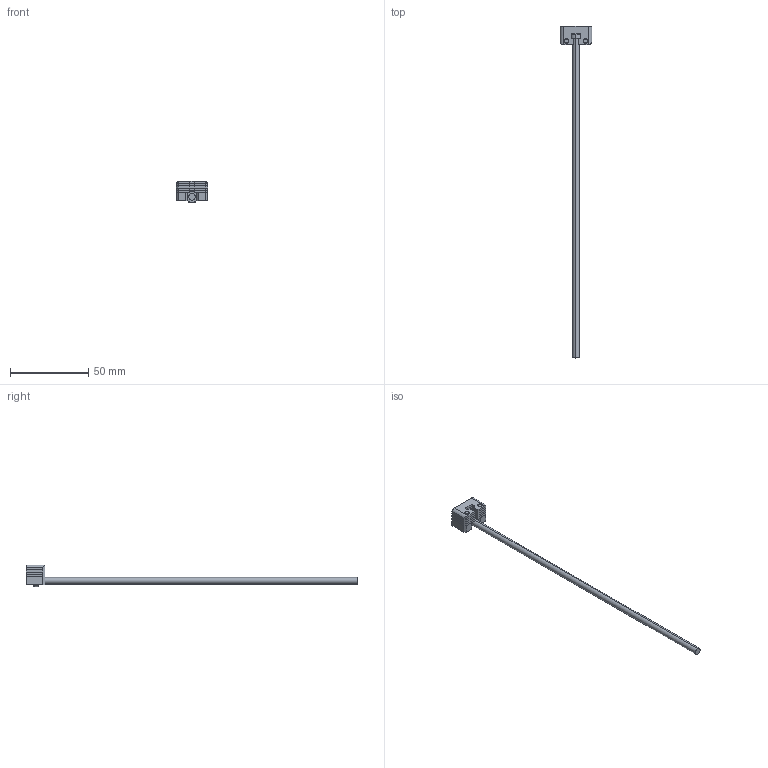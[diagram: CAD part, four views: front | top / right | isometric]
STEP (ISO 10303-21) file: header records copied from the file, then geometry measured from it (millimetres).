
FILE_DESCRIPTION (( 'STEP AP203' ), '1' );
FILE_NAME ('f5a9.STEP', '2023-01-31T12:36:44', ( '' ), ( '' ), 'SwSTEP 2.0', 'SolidWorks 2019', '' );
FILE_SCHEMA (( 'CONFIG_CONTROL_DESIGN' ));
Length unit declared in the file: millimetre
Products named in the file (6): Lamela_Radius d7093d4b68df41232fb3c5dc93e030dd; f5a9; Pin_20 d7093d4b68df41232fb3c5dc93e030dd; Bolt d7093d4b68df41232fb3c5dc93e030dd; Lamela d7093d4b68df41232fb3c5dc93e030dd; Lamellar_Gas_Vent_ISGL20C d7093d4b68df41232fb3c5dc93e030dd
Assembly tree (8 placements, depth 2):
  f5a9
    Lamellar_Gas_Vent_ISGL20C d7093d4b68df41232fb3c5dc93e030dd
    Bolt d7093d4b68df41232fb3c5dc93e030dd
    Lamela d7093d4b68df41232fb3c5dc93e030dd  x3
    Lamela_Radius d7093d4b68df41232fb3c5dc93e030dd
    Pin_20 d7093d4b68df41232fb3c5dc93e030dd  x2
Bounding box: 20 x 212 x 13.85 mm (x, y, z)
Volume: 5560.8 mm3; surface area: 6697.2 mm2
Topology: 9 solids, 9 shells, 174 faces, 453 edges, 298 vertices
Faces by surface type: plane 101, cylinder 61, cone 12
Entity records: 4379 total; most frequent: DIRECTION 657, CARTESIAN_POINT 644, ORIENTED_EDGE 614, EDGE_CURVE 307, AXIS2_PLACEMENT_3D 223, LINE 211, VECTOR 211, VERTEX_POINT 202
